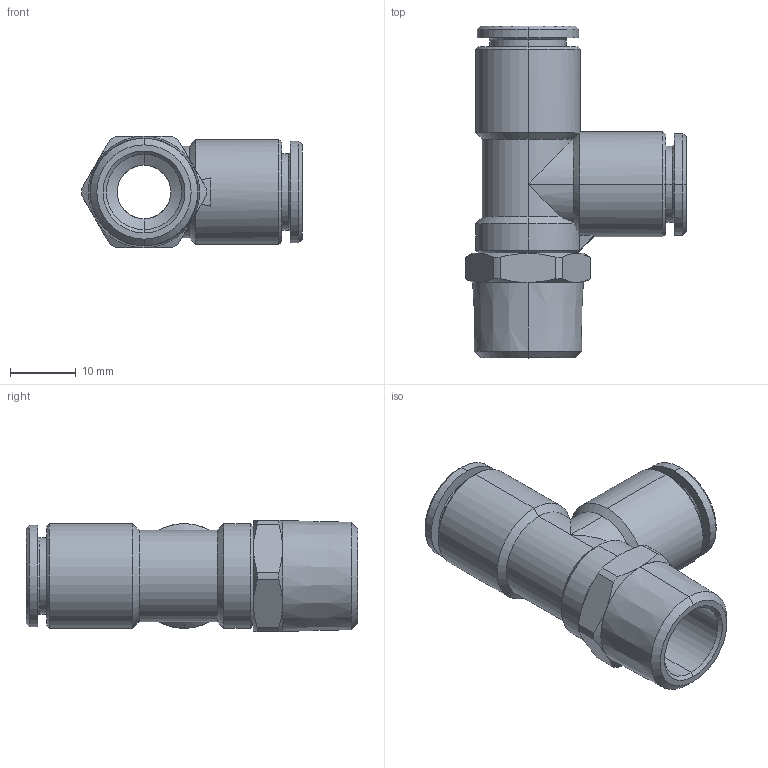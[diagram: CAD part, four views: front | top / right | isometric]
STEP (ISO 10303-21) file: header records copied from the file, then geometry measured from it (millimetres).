
FILE_DESCRIPTION (( 'STEP AP203' ), '1' );
FILE_NAME ('B0130053.STEP', '2011-04-11T14:20:26', ( 'Flavio' ), ( '' ), 'SwSTEP 2.0', 'SolidWorks 2009', '' );
FILE_SCHEMA (( 'CONFIG_CONTROL_DESIGN' ));
Length unit declared in the file: millimetre
Products named in the file (1): B0130053
Bounding box: 33.65 x 50.65 x 17 mm (x, y, z)
Volume: 7654.5 mm3; surface area: 6275.6 mm2
Topology: 1 solids, 3 shells, 126 faces, 287 edges, 176 vertices
Faces by surface type: cylinder 52, cone 43, plane 31
Entity records: 3755 total; most frequent: CARTESIAN_POINT 855, DIRECTION 614, ORIENTED_EDGE 574, EDGE_CURVE 287, AXIS2_PLACEMENT_3D 254, VERTEX_POINT 176, EDGE_LOOP 139, CIRCLE 127
